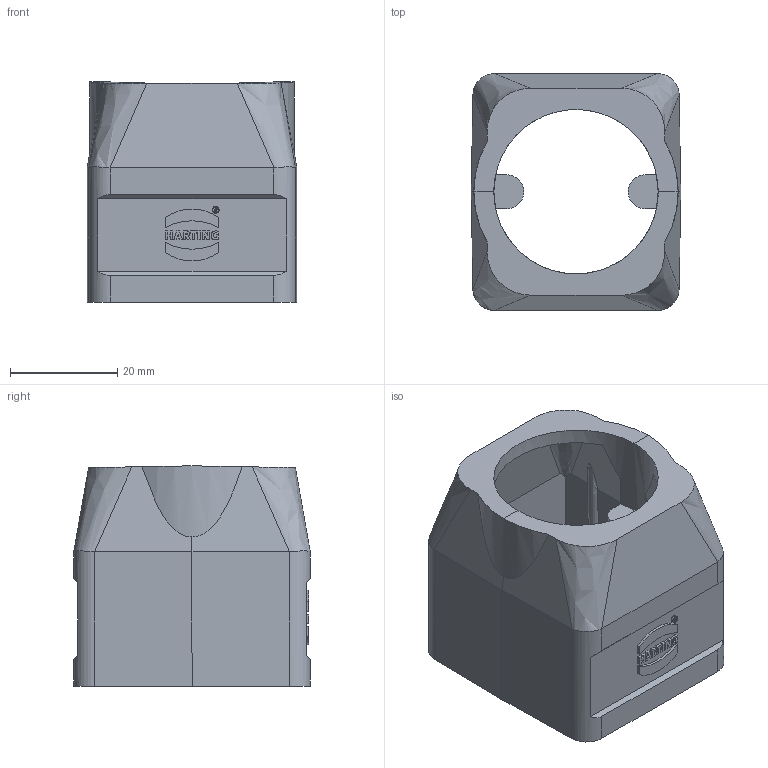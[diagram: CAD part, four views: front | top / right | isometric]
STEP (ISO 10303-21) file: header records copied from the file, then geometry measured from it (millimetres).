
FILE_DESCRIPTION(/* description */ (''),/* implementation_level */ '2;1');
FILE_NAME(/* name */ '100196953ugm000_b.stp',/* time_stamp */ '2020-05-04T13:50:17+02:00',/* author */ (''),/* organization */ (''),/* preprocessor_version */ 'ST-DEVELOPER v16.7',/* originating_system */ 'SIEMENS PLM Software NX 12.0',/* authorisation */ '');
FILE_SCHEMA (('AUTOMOTIVE_DESIGN { 1 0 10303 214 3 1 1 1 }'));
Length unit declared in the file: millimetre
Products named in the file (1): 100196953ugm000_b
Bounding box: 39 x 44 x 41 mm (x, y, z)
Volume: 19518.7 mm3; surface area: 13984.7 mm2
Topology: 1 solids, 1 shells, 179 faces, 486 edges, 325 vertices
Faces by surface type: plane 137, cylinder 24, bspline 8, cone 8, extrusion 2
Full cylindrical faces by diameter (mm): 1.1 x1, 1.3 x1, 3.7 x2, 30.6 x1
Entity records: 7406 total; most frequent: CARTESIAN_POINT 1679, ORIENTED_EDGE 948, DIRECTION 862, EDGE_CURVE 474, VECTOR 336, LINE 334, VERTEX_POINT 320, AXIS2_PLACEMENT_3D 263
